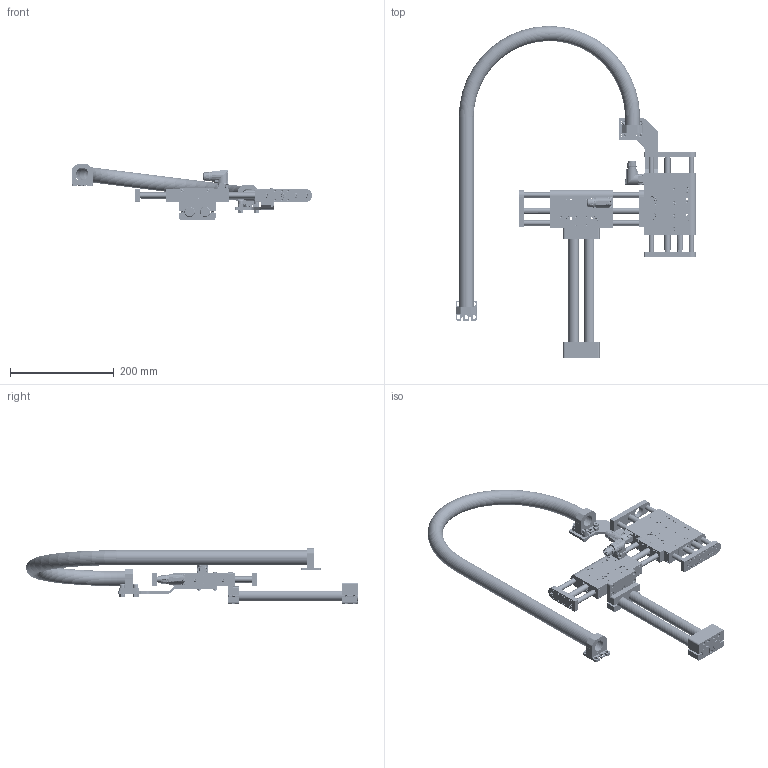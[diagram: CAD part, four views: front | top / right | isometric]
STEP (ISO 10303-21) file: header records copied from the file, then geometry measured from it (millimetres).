
FILE_DESCRIPTION (( 'STEP AP214' ), '1' );
FILE_NAME ('0386-0072_2506025_PP03_100-23x80F_60-23x80F-MS11_MT01_TC01.STEP', '2025-06-05T10:03:28', ( '' ), ( '' ), 'SwSTEP 2.0', 'SolidWorks 2024', '' );
FILE_SCHEMA (( 'AUTOMOTIVE_DESIGN' ));
Length unit declared in the file: millimetre
Products named in the file (58): 0230-1198_Gew.-Stift_I-6kt_K-k_M6x6_v-b; TC01_DM03-23; DM03h-23x80F-XP-R-60_CS10; 0230-0300_Zyl.-Schr_I-6kt_M4x14_8.8_v-b; 0180-3454_Z01k-SA-20x2; 0186-2266_PL01-12x190!150-XP; 0230-1094_M4_4,3x8x0.5; 0180-1841_DM01k-23-H; 0180-2699_DM01k-23-AGS; 0150-3128_MC01-Rw!m_GANZ; 0180-1484_DM01k-23; Kabelschlauch_NW23^TC01_DM03-23; 0230-0041_zyl.-schr._i-6kt_M4x16_8.8_v-b; DM01h-23Sx80-HP-R; 0180-3455_Z01-SL-20x2; PL01-12-HP_PL01-12x230!190-HP; 0230-0036_zyl.-schr._i-6kt_M5x20_8.8_v-b; DSB01k-23x120; 0230-0640_Gew.-Stift_I-6kt_R-sch_M4x5_v-b; 0230-0364_M4-6K-Mutter-Typ1; 0160-0624_Lins.-Schr_I-6rd_M2.5x12_INOX; 0150-3128_MC01-Rw!m_KOPF; 112739-7; 0150-6387_Z01-SA-20x2_Ohne Schrauben; 0230-1088_Gew.-Stift_I-6kt_K-k_M2,5x3_INOX; 0180-2972_DM03k-23-H; 0180-4126_DM03K-23-KAS; 0180-3453_Z01k-SB-20x2; 0386-0072_2506025_PP03_100-23x80F_60-23x80F-MS11_MT01_TC01; 0186-1909_MS01-20x82-OG_MS01-20x82; 0150-4086_PAW01-12-LF_PAW01-12; 0150-6829_PP03_MT01_Max; 0230-0789_M6-6K-Mutter-Typ1; MC01-Rw!m_fuss_Fuss; 0186-2106_DM03-23x80F-XP-R-60_CS10_MSxx_Inst-Guide; 0150-6388_Z01-SB-20x2; 0230-0691_Linearkugellager_LBBR_12-LS-LGFP; 0230-0203_zyl.-schr._i-6kt_M6x18_8.8_v-b; 0250-1034_MA01-PR02-2.9_MA01-PR02-DH-2,9; 0230-0441_Zyl.-Stift_4x12_STAHL-GH ...
Assembly tree (136 placements, depth 5):
  0386-0072_2506025_PP03_100-23x80F_60-23x80F-MS11_MT01_TC01
    0186-1056_DM01-23x80F-HP-R-100_Mitte
      DM01h-23Sx80-HP-R
        DSB01k-23x120
        0150-3128_MC01-Rw!m_GANZ
          112739-7
          MC01-Rw!m_fuss_Fuss
        0230-0332_Lins.-Schr_I-6rd_M2.5x6_INOX-Tuf  x4
        0230-0691_Linearkugellager_LBBR_12-LS-LGFP  x4
        0180-2699_DM01k-23-AGS  x2
        0150-4086_PAW01-12-LF_PAW01-12  x2
        0230-1137_Gew.-Stift_I-6kt_R-sch_M4x4_INOX_A4  x3
        0230-1088_Gew.-Stift_I-6kt_K-k_M2,5x3_INOX
        0230-1198_Gew.-Stift_I-6kt_K-k_M6x6_v-b  x4
      Läufer_beweglich^0186-1056_DM01-23x80F-HP-R-100
        0180-1530_DL01-10x...-2M5_DL01-10x226  x2
        0180-1484_DM01k-23
        PL01-12-HP_PL01-12x230!190-HP
        0180-1841_DM01k-23-H
        0230-0035_zyl.-schr._i-6kt_M5x14_8.8_v-b  x4
        0230-0680_Zyl.-Schr_I-6kt_n-K_M5x14_8.8_v-b
    0186-2106_DM03-23x80F-XP-R-60_CS10_MSxx_Inst-Guide
      DM03h-23x80F-XP-R-60_CS10
        DSB03k-23x120
        0230-0691_Linearkugellager_LBBR_12-LS-LGFP  x4
        0180-2699_DM01k-23-AGS
        0230-0332_Lins.-Schr_I-6rd_M2.5x6_INOX-Tuf  x2
        0160-0624_Lins.-Schr_I-6rd_M2.5x12_INOX  x2
        0180-4126_DM03K-23-KAS
        0230-0640_Gew.-Stift_I-6kt_R-sch_M4x5_v-b  x8
        0150-4086_PAW01-12-LF_PAW01-12  x2
        0186-1909_MS01-20x82-OG_MS01-20x82
        0230-1088_Gew.-Stift_I-6kt_K-k_M2,5x3_INOX
        0150-3128_MC01-Rw!m_KOPF
          112739-7
          MC01-Rw!m_fuss_Fuss
        0230-1198_Gew.-Stift_I-6kt_K-k_M6x6_v-b  x4
      Läufer_beweglich_DM03-23x80F-XP-R-60_x80 Hub=60
        0180-2905_DM03k-23-MSV
        0180-1530_DL01-10x...-2M5_DL01-10x186  x2
        0186-2266_PL01-12x190!150-XP
        0250-1034_MA01-PR02-2.9_MA01-PR02-DH-2,9
        0186-0059_ML01-12x130!80_ML01-12x130!80
        0180-2972_DM03k-23-H
        0230-0680_Zyl.-Schr_I-6kt_n-K_M5x14_8.8_v-b  x2
        0230-0035_zyl.-schr._i-6kt_M5x14_8.8_v-b  x4
    0160-5294_DM01-23_DM03-23
      0230-0441_Zyl.-Stift_4x12_STAHL-GH  x2
      0230-0300_Zyl.-Schr_I-6kt_M4x14_8.8_v-b  x4
    0150-6829_PP03_MT01_Max
      0150-6388_Z01-SB-20x2
        0180-3453_Z01k-SB-20x2
        0230-0097_zyl.-schr._i-6kt_M5x25_8.8_v-b  x4
      0180-3455_Z01-SL-20x2  x2
      0150-6387_Z01-SA-20x2_Ohne Schrauben
        0180-3454_Z01k-SA-20x2
        0230-0036_zyl.-schr._i-6kt_M5x20_8.8_v-b  x2
      0230-0041_zyl.-schr._i-6kt_M4x16_8.8_v-b  x4
      0230-0441_Zyl.-Stift_4x12_STAHL-GH  x2
    TC01_DM03-23
Bounding box: 462.75 x 639.6 x 106.4 mm (x, y, z)
Volume: 1179164.8 mm3; surface area: 535031.3 mm2
Topology: 141 solids, 141 shells, 9265 faces, 22060 edges, 13306 vertices
Faces by surface type: plane 2986, cylinder 2382, cone 2225, bspline 1447, torus 221, sphere 4
Full cylindrical faces by diameter (mm): 0.6 x10, 1 x8, 1.1 x10, 2.05 x10, 2.1 x8, 2.4 x2, 2.5 x12, 2.501 x72, 2.7 x8, 3.1 x50, 3.2 x6, 3.3 x69, 4 x300, 4.2 x20, 4.3 x8, 4.5 x20, 4.6 x2, 4.8 x2, 5 x379, 5.3 x10, 5.5 x6, 6 x111, 6.4 x10, 6.6 x3, 6.8 x1, 7 x10, 7.3 x12, 8 x10, 8.5 x17, 9.5 x8
Entity records: 167786 total; most frequent: CARTESIAN_POINT 68737, ORIENTED_EDGE 18162, DIRECTION 16624, EDGE_CURVE 9081, AXIS2_PLACEMENT_3D 6487, VERTEX_POINT 6296, EDGE_LOOP 5885, FACE_OUTER_BOUND 4849
